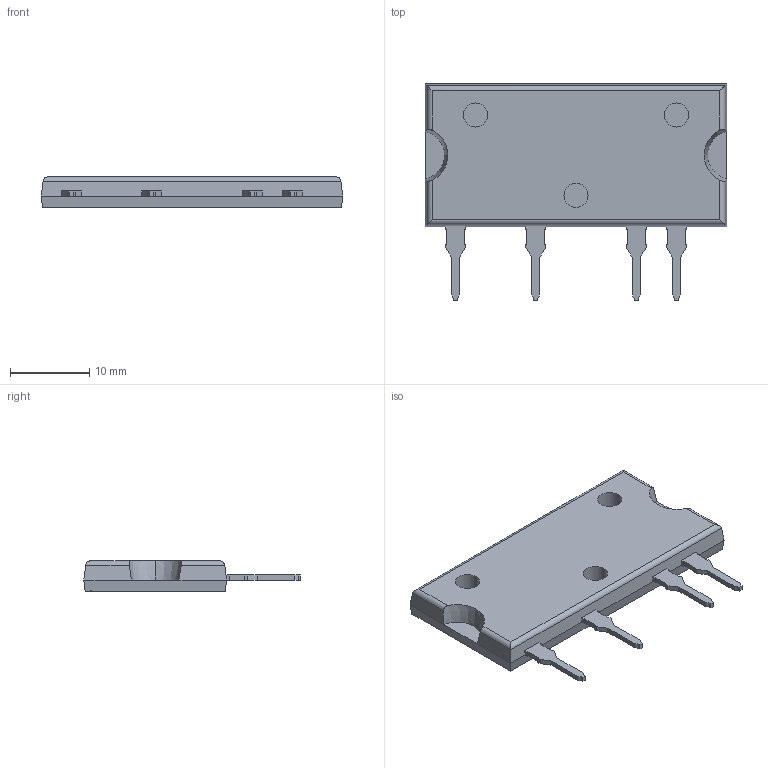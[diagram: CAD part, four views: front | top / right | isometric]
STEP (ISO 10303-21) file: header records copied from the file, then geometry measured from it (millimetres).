
FILE_DESCRIPTION (( 'STEP AP214' ), '1' );
FILE_NAME ('CPC40055ST.STEP', '2023-02-01T13:53:05', ( 'ADMIN' ), ( '' ), 'SwSTEP 2.0', 'SolidWorks 2016', '' );
FILE_SCHEMA (( 'AUTOMOTIVE_DESIGN' ));
Length unit declared in the file: inch
Products named in the file (1): CPC40055ST
Bounding box: 38.1 x 27.33 x 3.81 mm (x, y, z)
Volume: 2480.1 mm3; surface area: 2920.9 mm2
Topology: 6 solids, 6 shells, 140 faces, 351 edges, 230 vertices
Faces by surface type: plane 119, cylinder 18, cone 3
Entity records: 4228 total; most frequent: CARTESIAN_POINT 774, ORIENTED_EDGE 702, DIRECTION 651, EDGE_CURVE 351, LINE 309, VECTOR 309, VERTEX_POINT 230, AXIS2_PLACEMENT_3D 171
